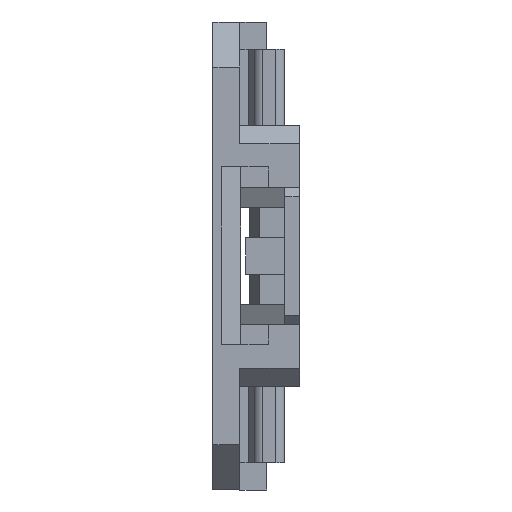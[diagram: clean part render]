
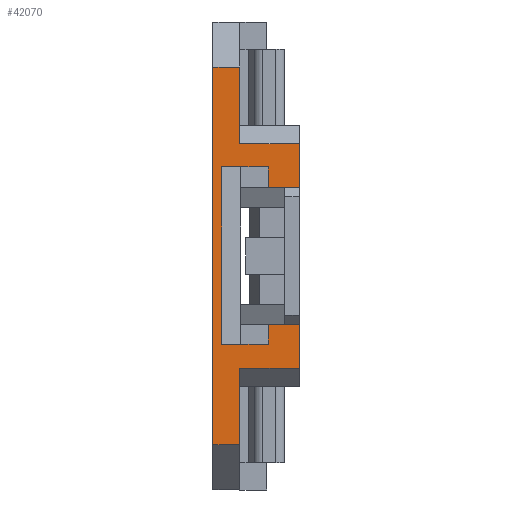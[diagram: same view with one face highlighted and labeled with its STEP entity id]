
A CAD part, left-side view. The second image highlights one B-rep face of the part: STEP entity #42070.
In plain terms, the highlighted face is planar.
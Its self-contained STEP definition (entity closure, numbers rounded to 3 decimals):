
#24170=CARTESIAN_POINT('',(576.103,289.063,
-12.15));
#24180=VERTEX_POINT('',#24170);
#24210=CARTESIAN_POINT('',(576.103,289.063,0.));
#24220=DIRECTION('',(0.,0.,-1.));
#24230=VECTOR('',#24220,1.);
#24240=LINE('',#24210,#24230);
#24250=CARTESIAN_POINT('',(576.103,289.063,
29.85));
#24260=VERTEX_POINT('',#24250);
#24270=EDGE_CURVE('',#24260,#24180,#24240,.T.);
#24860=CARTESIAN_POINT('',(576.103,288.063,
-1.05));
#24870=VERTEX_POINT('',#24860);
#25040=CARTESIAN_POINT('',(576.103,288.063,
18.65));
#25050=VERTEX_POINT('',#25040);
#25080=CARTESIAN_POINT('',(576.103,288.063,0.));
#25090=DIRECTION('',(0.,0.,-1.));
#25100=VECTOR('',#25090,1.);
#25110=LINE('',#25080,#25100);
#25120=EDGE_CURVE('',#25050,#24870,#25110,.T.);
#25820=CARTESIAN_POINT('',(576.103,279.463,21.35));
#25830=VERTEX_POINT('',#25820);
#26000=CARTESIAN_POINT('',(576.103,286.063,21.35));
#26010=VERTEX_POINT('',#26000);
#26040=CARTESIAN_POINT('',(576.103,0.,21.35));
#26050=DIRECTION('',(0.,1.,0.));
#26060=VECTOR('',#26050,1.);
#26070=LINE('',#26040,#26060);
#26080=EDGE_CURVE('',#25830,#26010,#26070,.T.);
#27750=CARTESIAN_POINT('',(576.103,0.,18.65));
#27760=DIRECTION('',(0.,1.,0.));
#27770=VECTOR('',#27760,1.);
#27780=LINE('',#27750,#27770);
#27790=CARTESIAN_POINT('',(576.103,282.913,
18.65));
#27800=VERTEX_POINT('',#27790);
#27810=EDGE_CURVE('',#27800,#25050,#27780,.T.);
#29230=CARTESIAN_POINT('',(576.103,282.913,
-1.05));
#29240=VERTEX_POINT('',#29230);
#29420=CARTESIAN_POINT('',(576.103,0.,-1.05));
#29430=DIRECTION('',(0.,1.,0.));
#29440=VECTOR('',#29430,1.);
#29450=LINE('',#29420,#29440);
#29460=EDGE_CURVE('',#29240,#24870,#29450,.T.);
#29630=CARTESIAN_POINT('',(576.103,0.,-3.65));
#29640=DIRECTION('',(0.,-1.,0.));
#29650=VECTOR('',#29640,1.);
#29660=LINE('',#29630,#29650);
#29670=CARTESIAN_POINT('',(576.103,286.063,
-3.65));
#29680=VERTEX_POINT('',#29670);
#29690=CARTESIAN_POINT('',(576.103,279.463,
-3.65));
#29700=VERTEX_POINT('',#29690);
#29710=EDGE_CURVE('',#29680,#29700,#29660,.T.);
#30810=CARTESIAN_POINT('',(576.103,290.023,
29.85));
#30820=DIRECTION('',(0.,-1.,0.));
#30830=VECTOR('',#30820,1.);
#30840=LINE('',#30810,#30830);
#30850=CARTESIAN_POINT('',(576.103,286.063,
29.85));
#30860=VERTEX_POINT('',#30850);
#30870=EDGE_CURVE('',#24260,#30860,#30840,.T.);
#31410=CARTESIAN_POINT('',(576.103,290.023,
-12.15));
#31420=DIRECTION('',(0.,-1.,0.));
#31430=VECTOR('',#31420,1.);
#31440=LINE('',#31410,#31430);
#31450=CARTESIAN_POINT('',(576.103,286.063,
-12.15));
#31460=VERTEX_POINT('',#31450);
#31470=EDGE_CURVE('',#24180,#31460,#31440,.T.);
#33690=CARTESIAN_POINT('',(576.103,282.913,0.));
#33700=DIRECTION('',(0.,0.,-1.));
#33710=VECTOR('',#33700,1.);
#33720=LINE('',#33690,#33710);
#33730=CARTESIAN_POINT('',(576.103,282.913,
1.25));
#33740=VERTEX_POINT('',#33730);
#33750=EDGE_CURVE('',#33740,#29240,#33720,.T.);
#39330=CARTESIAN_POINT('',(576.103,279.463,
1.25));
#39340=VERTEX_POINT('',#39330);
#39370=CARTESIAN_POINT('',(576.103,279.463,0.));
#39380=DIRECTION('',(0.,0.,-1.));
#39390=VECTOR('',#39380,1.);
#39400=LINE('',#39370,#39390);
#39410=EDGE_CURVE('',#39340,#29700,#39400,.T.);
#41540=CARTESIAN_POINT('',(576.103,290.023,
-12.15));
#41550=DIRECTION('',(-1.,0.,0.));
#41560=DIRECTION('',(0.,0.,1.));
#41570=AXIS2_PLACEMENT_3D('',#41540,#41550,#41560);
#41580=PLANE('',#41570);
#41590=CARTESIAN_POINT('',(576.103,0.,16.45));
#41600=DIRECTION('',(0.,-1.,0.));
#41610=VECTOR('',#41600,1.);
#41620=LINE('',#41590,#41610);
#41630=CARTESIAN_POINT('',(576.103,282.913,
16.45));
#41640=VERTEX_POINT('',#41630);
#41650=CARTESIAN_POINT('',(576.103,279.463,
16.45));
#41660=VERTEX_POINT('',#41650);
#41670=EDGE_CURVE('',#41640,#41660,#41620,.T.);
#41680=ORIENTED_EDGE('',*,*,#41670,.F.);
#41690=CARTESIAN_POINT('',(576.103,279.463,0.));
#41700=DIRECTION('',(0.,0.,-1.));
#41710=VECTOR('',#41700,1.);
#41720=LINE('',#41690,#41710);
#41730=EDGE_CURVE('',#25830,#41660,#41720,.T.);
#41740=ORIENTED_EDGE('',*,*,#41730,.T.);
#41750=ORIENTED_EDGE('',*,*,#26080,.F.);
#41760=CARTESIAN_POINT('',(576.103,286.063,0.));
#41770=DIRECTION('',(0.,0.,1.));
#41780=VECTOR('',#41770,1.);
#41790=LINE('',#41760,#41780);
#41800=EDGE_CURVE('',#26010,#30860,#41790,.T.);
#41810=ORIENTED_EDGE('',*,*,#41800,.F.);
#41820=ORIENTED_EDGE('',*,*,#30870,.T.);
#41830=ORIENTED_EDGE('',*,*,#24270,.F.);
#41840=ORIENTED_EDGE('',*,*,#31470,.F.);
#41850=EDGE_CURVE('',#31460,#29680,#41790,.T.);
#41860=ORIENTED_EDGE('',*,*,#41850,.F.);
#41870=ORIENTED_EDGE('',*,*,#29710,.F.);
#41880=ORIENTED_EDGE('',*,*,#39410,.T.);
#41890=CARTESIAN_POINT('',(576.103,0.,1.25));
#41900=DIRECTION('',(0.,-1.,0.));
#41910=VECTOR('',#41900,1.);
#41920=LINE('',#41890,#41910);
#41930=EDGE_CURVE('',#33740,#39340,#41920,.T.);
#41940=ORIENTED_EDGE('',*,*,#41930,.T.);
#41950=ORIENTED_EDGE('',*,*,#33750,.F.);
#41960=ORIENTED_EDGE('',*,*,#29460,.F.);
#41970=ORIENTED_EDGE('',*,*,#25120,.T.);
#41980=ORIENTED_EDGE('',*,*,#27810,.T.);
#41990=CARTESIAN_POINT('',(576.103,282.913,0.));
#42000=DIRECTION('',(0.,0.,1.));
#42010=VECTOR('',#42000,1.);
#42020=LINE('',#41990,#42010);
#42030=EDGE_CURVE('',#41640,#27800,#42020,.T.);
#42040=ORIENTED_EDGE('',*,*,#42030,.T.);
#42050=EDGE_LOOP('',(#42040,#41980,#41970,#41960,#41950,#41940,#41880,
#41870,#41860,#41840,#41830,#41820,#41810,#41750,#41740,#41680));
#42060=FACE_OUTER_BOUND('',#42050,.T.);
#42070=ADVANCED_FACE('',(#42060),#41580,.F.);
